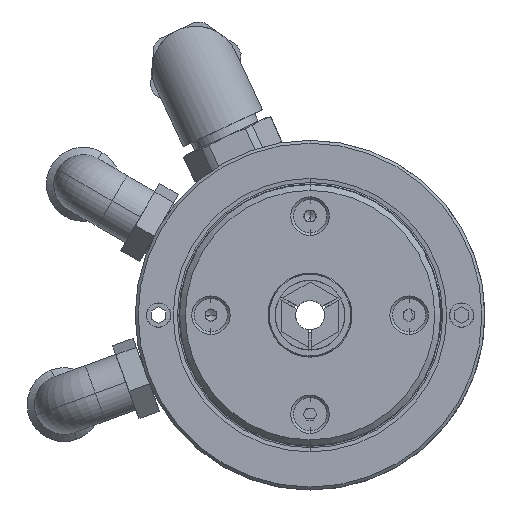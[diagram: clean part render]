
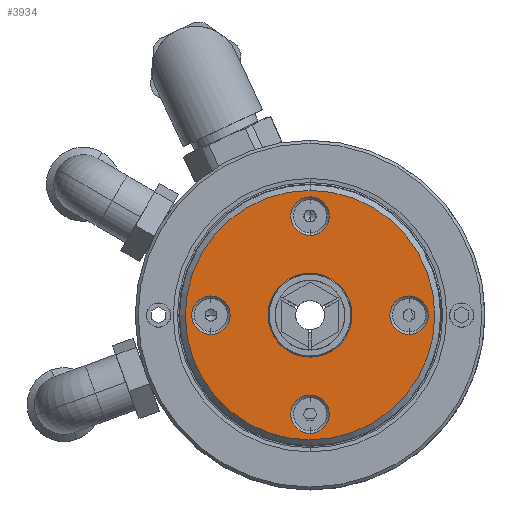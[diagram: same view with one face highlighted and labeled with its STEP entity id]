
A CAD part, left-side view. The second image highlights one B-rep face of the part: STEP entity #3934.
In plain terms, the highlighted planar face has unit normal (-1, 0, 0).
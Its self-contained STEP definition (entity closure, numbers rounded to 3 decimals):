
#2573 = VERTEX_POINT ( 'NONE', #9350 ) ;
#2690 = EDGE_CURVE ( 'NONE', #4058, #2573, #9336, .T. ) ;
#3607 = VERTEX_POINT ( 'NONE', #11003 ) ;
#3614 = EDGE_CURVE ( 'NONE', #3607, #3733, #10922, .T. ) ;
#3733 = VERTEX_POINT ( 'NONE', #11300 ) ;
#3802 = VERTEX_POINT ( 'NONE', #11228 ) ;
#3803 = EDGE_CURVE ( 'NONE', #4059, #3802, #11227, .T. ) ;
#3821 = VERTEX_POINT ( 'NONE', #11505 ) ;
#3825 = VERTEX_POINT ( 'NONE', #11446 ) ;
#3827 = EDGE_CURVE ( 'NONE', #3825, #3821, #11487, .T. ) ;
#3861 = EDGE_CURVE ( 'NONE', #4053, #4073, #11375, .T. ) ;
#3914 = EDGE_CURVE ( 'NONE', #2573, #4058, #11444, .T. ) ;
#3924 = EDGE_CURVE ( 'NONE', #3733, #3607, #11435, .T. ) ;
#3926 = EDGE_CURVE ( 'NONE', #3821, #3825, #11544, .T. ) ;
#3928 = EDGE_CURVE ( 'NONE', #3802, #4059, #11573, .T. ) ;
#3934 = ADVANCED_FACE ( 'NONE', ( #11653, #11587, #11586, #11585, #11712, #11584 ), #11713, .F. ) ;
#3935 = ORIENTED_EDGE ( 'NONE', *, *, #3614, .F. ) ;
#3936 = ORIENTED_EDGE ( 'NONE', *, *, #3924, .F. ) ;
#3937 = ORIENTED_EDGE ( 'NONE', *, *, #3914, .F. ) ;
#3938 = EDGE_LOOP ( 'NONE', ( #3936, #3935 ) ) ;
#3939 = ORIENTED_EDGE ( 'NONE', *, *, #4030, .F. ) ;
#3942 = ORIENTED_EDGE ( 'NONE', *, *, #4057, .T. ) ;
#3946 = EDGE_LOOP ( 'NONE', ( #4086, #3942 ) ) ;
#3948 = ORIENTED_EDGE ( 'NONE', *, *, #2690, .F. ) ;
#4030 = EDGE_CURVE ( 'NONE', #4078, #4072, #11696, .T. ) ;
#4031 = ORIENTED_EDGE ( 'NONE', *, *, #3803, .F. ) ;
#4032 = ORIENTED_EDGE ( 'NONE', *, *, #3827, .F. ) ;
#4033 = ORIENTED_EDGE ( 'NONE', *, *, #3926, .F. ) ;
#4034 = EDGE_LOOP ( 'NONE', ( #4035, #4031 ) ) ;
#4035 = ORIENTED_EDGE ( 'NONE', *, *, #3928, .F. ) ;
#4036 = EDGE_LOOP ( 'NONE', ( #4033, #4032 ) ) ;
#4053 = VERTEX_POINT ( 'NONE', #11661 ) ;
#4057 = EDGE_CURVE ( 'NONE', #4073, #4053, #11649, .T. ) ;
#4058 = VERTEX_POINT ( 'NONE', #11644 ) ;
#4059 = VERTEX_POINT ( 'NONE', #11639 ) ;
#4072 = VERTEX_POINT ( 'NONE', #11780 ) ;
#4073 = VERTEX_POINT ( 'NONE', #11922 ) ;
#4078 = VERTEX_POINT ( 'NONE', #11859 ) ;
#4079 = EDGE_CURVE ( 'NONE', #4072, #4078, #11863, .T. ) ;
#4084 = EDGE_LOOP ( 'NONE', ( #3937, #3948 ) ) ;
#4086 = ORIENTED_EDGE ( 'NONE', *, *, #3861, .T. ) ;
#4098 = ORIENTED_EDGE ( 'NONE', *, *, #4079, .F. ) ;
#4099 = EDGE_LOOP ( 'NONE', ( #3939, #4098 ) ) ;
#9318 = DIRECTION ( 'NONE',  ( 0., 0., 1. ) ) ;
#9319 = DIRECTION ( 'NONE',  ( -1., 0., 0. ) ) ;
#9321 = AXIS2_PLACEMENT_3D ( 'NONE', #9324, #9319, #9318 ) ;
#9324 = CARTESIAN_POINT ( 'NONE',  ( -64.566, 6.135, -20.168 ) ) ;
#9336 = CIRCLE ( 'NONE', #9321, 3.3 ) ;
#9350 = CARTESIAN_POINT ( 'NONE',  ( -64.566, 6.135, -16.868 ) ) ;
#10921 = AXIS2_PLACEMENT_3D ( 'NONE', #11019, #11018, #11017 ) ;
#10922 = CIRCLE ( 'NONE', #10921, 3.3 ) ;
#11003 = CARTESIAN_POINT ( 'NONE',  ( -64.566, 23.135, -6.468 ) ) ;
#11017 = DIRECTION ( 'NONE',  ( 0., 0., 1. ) ) ;
#11018 = DIRECTION ( 'NONE',  ( -1., 0., 0. ) ) ;
#11019 = CARTESIAN_POINT ( 'NONE',  ( -64.566, 23.135, -3.168 ) ) ;
#11217 = DIRECTION ( 'NONE',  ( 0., 0., 1. ) ) ;
#11218 = DIRECTION ( 'NONE',  ( -1., 0., 0. ) ) ;
#11219 = CARTESIAN_POINT ( 'NONE',  ( -64.566, -10.865, -3.168 ) ) ;
#11227 = CIRCLE ( 'NONE', #11229, 3.3 ) ;
#11228 = CARTESIAN_POINT ( 'NONE',  ( -64.566, -10.865, 0.132 ) ) ;
#11229 = AXIS2_PLACEMENT_3D ( 'NONE', #11219, #11218, #11217 ) ;
#11300 = CARTESIAN_POINT ( 'NONE',  ( -64.566, 23.135, 0.132 ) ) ;
#11336 = AXIS2_PLACEMENT_3D ( 'NONE', #11482, #11481, #11460 ) ;
#11345 = DIRECTION ( 'NONE',  ( 0., 0., -1. ) ) ;
#11346 = DIRECTION ( 'NONE',  ( -1., 0., 0. ) ) ;
#11347 = CARTESIAN_POINT ( 'NONE',  ( -64.566, 6.135, -3.168 ) ) ;
#11350 = AXIS2_PLACEMENT_3D ( 'NONE', #11347, #11346, #11345 ) ;
#11354 = AXIS2_PLACEMENT_3D ( 'NONE', #11431, #11430, #11429 ) ;
#11368 = CARTESIAN_POINT ( 'NONE',  ( -64.566, 6.135, -20.168 ) ) ;
#11375 = CIRCLE ( 'NONE', #11350, 21.4 ) ;
#11429 = DIRECTION ( 'NONE',  ( 0., 0., 1. ) ) ;
#11430 = DIRECTION ( 'NONE',  ( -1., 0., 0. ) ) ;
#11431 = CARTESIAN_POINT ( 'NONE',  ( -64.566, 23.135, -3.168 ) ) ;
#11435 = CIRCLE ( 'NONE', #11354, 3.3 ) ;
#11441 = DIRECTION ( 'NONE',  ( 0., 0., 1. ) ) ;
#11442 = DIRECTION ( 'NONE',  ( -1., 0., 0. ) ) ;
#11443 = AXIS2_PLACEMENT_3D ( 'NONE', #11368, #11442, #11441 ) ;
#11444 = CIRCLE ( 'NONE', #11443, 3.3 ) ;
#11446 = CARTESIAN_POINT ( 'NONE',  ( -64.566, 6.135, -10.368 ) ) ;
#11460 = DIRECTION ( 'NONE',  ( 0., 0., 1. ) ) ;
#11481 = DIRECTION ( 'NONE',  ( -1., 0., 0. ) ) ;
#11482 = CARTESIAN_POINT ( 'NONE',  ( -64.566, 6.135, -3.168 ) ) ;
#11487 = CIRCLE ( 'NONE', #11336, 7.2 ) ;
#11505 = CARTESIAN_POINT ( 'NONE',  ( -64.566, 6.135, 4.032 ) ) ;
#11544 = CIRCLE ( 'NONE', #11578, 7.2 ) ;
#11572 = CARTESIAN_POINT ( 'NONE',  ( -64.566, -10.865, -3.168 ) ) ;
#11573 = CIRCLE ( 'NONE', #11718, 3.3 ) ;
#11574 = DIRECTION ( 'NONE',  ( 0., 0., -1. ) ) ;
#11575 = DIRECTION ( 'NONE',  ( 1., 0., 0. ) ) ;
#11576 = DIRECTION ( 'NONE',  ( 0., 0., 1. ) ) ;
#11577 = DIRECTION ( 'NONE',  ( -1., 0., 0. ) ) ;
#11578 = AXIS2_PLACEMENT_3D ( 'NONE', #11707, #11577, #11576 ) ;
#11584 = FACE_BOUND ( 'NONE', #4036, .T. ) ;
#11585 = FACE_BOUND ( 'NONE', #4099, .T. ) ;
#11586 = FACE_BOUND ( 'NONE', #3938, .T. ) ;
#11587 = FACE_BOUND ( 'NONE', #4084, .T. ) ;
#11613 = DIRECTION ( 'NONE',  ( 0., 0., 1. ) ) ;
#11614 = DIRECTION ( 'NONE',  ( -1., 0., 0. ) ) ;
#11615 = CARTESIAN_POINT ( 'NONE',  ( -64.566, 6.135, 13.832 ) ) ;
#11639 = CARTESIAN_POINT ( 'NONE',  ( -64.566, -10.865, -6.468 ) ) ;
#11640 = DIRECTION ( 'NONE',  ( 0., 0., -1. ) ) ;
#11641 = DIRECTION ( 'NONE',  ( -1., 0., 0. ) ) ;
#11644 = CARTESIAN_POINT ( 'NONE',  ( -64.566, 6.135, -23.468 ) ) ;
#11649 = CIRCLE ( 'NONE', #11660, 21.4 ) ;
#11652 = CARTESIAN_POINT ( 'NONE',  ( -64.566, 28.535, -3.168 ) ) ;
#11653 = FACE_OUTER_BOUND ( 'NONE', #3946, .T. ) ;
#11660 = AXIS2_PLACEMENT_3D ( 'NONE', #11662, #11641, #11640 ) ;
#11661 = CARTESIAN_POINT ( 'NONE',  ( -64.566, 6.135, -24.568 ) ) ;
#11662 = CARTESIAN_POINT ( 'NONE',  ( -64.566, 6.135, -3.168 ) ) ;
#11683 = AXIS2_PLACEMENT_3D ( 'NONE', #11615, #11614, #11613 ) ;
#11696 = CIRCLE ( 'NONE', #11683, 3.3 ) ;
#11707 = CARTESIAN_POINT ( 'NONE',  ( -64.566, 6.135, -3.168 ) ) ;
#11712 = FACE_BOUND ( 'NONE', #4034, .T. ) ;
#11713 = PLANE ( 'NONE',  #11714 ) ;
#11714 = AXIS2_PLACEMENT_3D ( 'NONE', #11652, #11575, #11574 ) ;
#11716 = DIRECTION ( 'NONE',  ( 0., 0., 1. ) ) ;
#11717 = DIRECTION ( 'NONE',  ( -1., 0., 0. ) ) ;
#11718 = AXIS2_PLACEMENT_3D ( 'NONE', #11572, #11717, #11716 ) ;
#11748 = CARTESIAN_POINT ( 'NONE',  ( -64.566, 6.135, 13.832 ) ) ;
#11780 = CARTESIAN_POINT ( 'NONE',  ( -64.566, 6.135, 10.532 ) ) ;
#11859 = CARTESIAN_POINT ( 'NONE',  ( -64.566, 6.135, 17.132 ) ) ;
#11862 = AXIS2_PLACEMENT_3D ( 'NONE', #11748, #11870, #11869 ) ;
#11863 = CIRCLE ( 'NONE', #11862, 3.3 ) ;
#11869 = DIRECTION ( 'NONE',  ( 0., 0., 1. ) ) ;
#11870 = DIRECTION ( 'NONE',  ( -1., 0., 0. ) ) ;
#11922 = CARTESIAN_POINT ( 'NONE',  ( -64.566, 6.135, 18.232 ) ) ;
